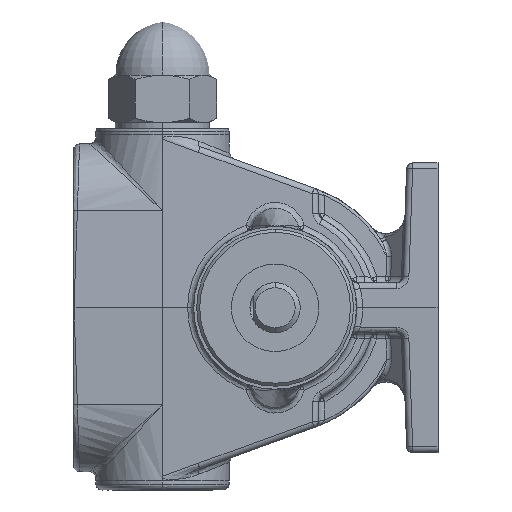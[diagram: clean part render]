
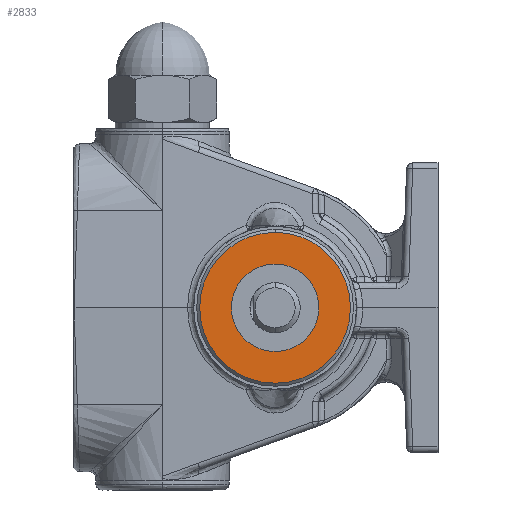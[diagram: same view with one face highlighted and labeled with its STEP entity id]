
A CAD part, left-side view. The second image highlights one B-rep face of the part: STEP entity #2833.
In plain terms, the highlighted planar face has unit normal (-1, 0, 0).
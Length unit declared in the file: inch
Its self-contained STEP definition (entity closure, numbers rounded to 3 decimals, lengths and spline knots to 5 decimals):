
#299 = CARTESIAN_POINT ( 'NONE',  ( -3.42162, 0., 0.435 ) ) ;
#1579 = CIRCLE ( 'NONE', #4297, 0.75 ) ;
#2833 = ADVANCED_FACE ( 'Defeatured_0_279', ( #5482, #15950 ), #28964, .T. ) ;
#4297 = AXIS2_PLACEMENT_3D ( 'NONE', #5089, #22649, #15386 ) ;
#4473 = VERTEX_POINT ( 'NONE', #11288 ) ;
#5089 = CARTESIAN_POINT ( 'NONE',  ( -3.42162, 0., 0. ) ) ;
#5350 = EDGE_CURVE ( 'Defeatured_0_279+Defeatured_0_280+Defeatured_0_280+Defeatured_0_280', #16376, #5785, #7850, .T. ) ;
#5482 = FACE_OUTER_BOUND ( 'NONE', #27787, .T. ) ;
#5785 = VERTEX_POINT ( 'NONE', #10481 ) ;
#6095 = DIRECTION ( 'NONE',  ( 1., 0., 0. ) ) ;
#7850 = CIRCLE ( 'NONE', #15523, 0.435 ) ;
#9916 = EDGE_CURVE ( 'Defeatured_0_279+Defeatured_0_280+Defeatured_0_280+Defeatured_0_280', #5785, #16376, #30916, .T. ) ;
#10345 = CIRCLE ( 'NONE', #20748, 0.75 ) ;
#10481 = CARTESIAN_POINT ( 'NONE',  ( -3.42162, 0., -0.435 ) ) ;
#10632 = DIRECTION ( 'NONE',  ( -1., 0., 0. ) ) ;
#10801 = CARTESIAN_POINT ( 'NONE',  ( -3.42162, 0.78, 0. ) ) ;
#11288 = CARTESIAN_POINT ( 'NONE',  ( -3.42162, 0., 0.75 ) ) ;
#14217 = DIRECTION ( 'NONE',  ( 1., 0., 0. ) ) ;
#14287 = DIRECTION ( 'NONE',  ( -1., 0., 0. ) ) ;
#15386 = DIRECTION ( 'NONE',  ( 0., 0., 1. ) ) ;
#15523 = AXIS2_PLACEMENT_3D ( 'NONE', #31633, #6095, #16397 ) ;
#15950 = FACE_BOUND ( 'NONE', #22271, .T. ) ;
#16376 = VERTEX_POINT ( 'NONE', #299 ) ;
#16397 = DIRECTION ( 'NONE',  ( 0., 0., -1. ) ) ;
#17561 = CARTESIAN_POINT ( 'NONE',  ( -3.42162, 0., -0.75 ) ) ;
#19776 = CARTESIAN_POINT ( 'NONE',  ( -3.42162, 0., 0. ) ) ;
#20748 = AXIS2_PLACEMENT_3D ( 'NONE', #19776, #14287, #22341 ) ;
#22271 = EDGE_LOOP ( 'NONE', ( #25777, #28625 ) ) ;
#22341 = DIRECTION ( 'NONE',  ( 0., 0., 1. ) ) ;
#22632 = AXIS2_PLACEMENT_3D ( 'NONE', #10801, #10632, #26389 ) ;
#22649 = DIRECTION ( 'NONE',  ( -1., 0., 0. ) ) ;
#25777 = ORIENTED_EDGE ( 'NONE', *, *, #9916, .T. ) ;
#26001 = VERTEX_POINT ( 'NONE', #17561 ) ;
#26389 = DIRECTION ( 'NONE',  ( 0., 0., 1. ) ) ;
#27787 = EDGE_LOOP ( 'NONE', ( #27881, #32635 ) ) ;
#27881 = ORIENTED_EDGE ( 'NONE', *, *, #28668, .T. ) ;
#28211 = EDGE_CURVE ( 'Defeatured_0_279+Defeatured_0_285+Defeatured_0_285+Defeatured_0_285', #4473, #26001, #10345, .T. ) ;
#28625 = ORIENTED_EDGE ( 'NONE', *, *, #5350, .T. ) ;
#28668 = EDGE_CURVE ( 'Defeatured_0_279+Defeatured_0_285+Defeatured_0_285+Defeatured_0_285', #26001, #4473, #1579, .T. ) ;
#28964 = PLANE ( 'NONE',  #22632 ) ;
#29469 = CARTESIAN_POINT ( 'NONE',  ( -3.42162, 0., 0. ) ) ;
#29882 = AXIS2_PLACEMENT_3D ( 'NONE', #29469, #14217, #32543 ) ;
#30916 = CIRCLE ( 'NONE', #29882, 0.435 ) ;
#31633 = CARTESIAN_POINT ( 'NONE',  ( -3.42162, 0., 0. ) ) ;
#32543 = DIRECTION ( 'NONE',  ( 0., 0., -1. ) ) ;
#32635 = ORIENTED_EDGE ( 'NONE', *, *, #28211, .T. ) ;
